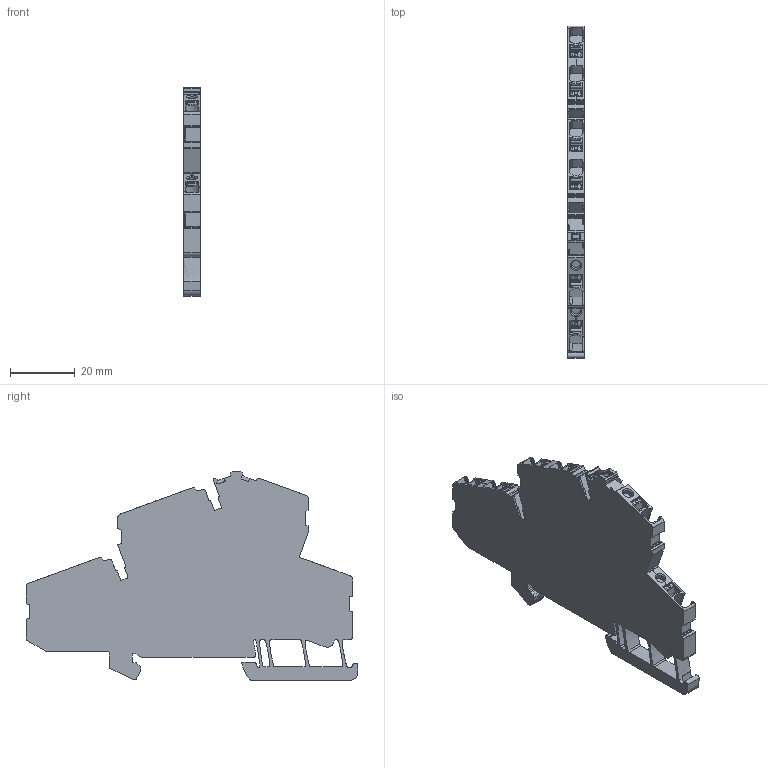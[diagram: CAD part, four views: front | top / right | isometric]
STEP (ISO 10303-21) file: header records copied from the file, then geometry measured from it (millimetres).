
FILE_DESCRIPTION(('CATIA V5 STEP Exchange','CAx-IF Rec.Pracs.--- Model Styling and Organization---1.5--- 2016-08-15','CAx-IF Rec.Pracs.---Supplemental Geometry---1.0---2011-11-01','CAx-IF Rec.Pracs.--- Composite Materials ---1.1---2010-07-15'),'2;1');
FILE_NAME ('2059033-5_1', '2025-02-19T10:00:24+00:00', ('none'), ('Weidmueller'), 'CATIA Version 5-6 Release 2022 SP4 HF5', 'CATIA V5 STEP AP214 v3', 'none');
FILE_SCHEMA(('AUTOMOTIVE_DESIGN { 1 0 10303 214 1 1 1 1 }'));
Length unit declared in the file: millimetre
Products named in the file (1): 3093240000
Bounding box: 5.1 x 102.24 x 64.25 mm (x, y, z)
Volume: 19602.5 mm3; surface area: 12072 mm2
Topology: 1 solids, 1 shells, 1075 faces, 2980 edges, 1916 vertices
Faces by surface type: cylinder 529, plane 443, bspline 52, torus 38, extrusion 6, cone 4, sphere 3
Entity records: 38123 total; most frequent: CARTESIAN_POINT 10913, ORIENTED_EDGE 5956, DIRECTION 4464, EDGE_CURVE 2978, VERTEX_POINT 1916, AXIS2_PLACEMENT_3D 1773, VECTOR 1759, LINE 1753
